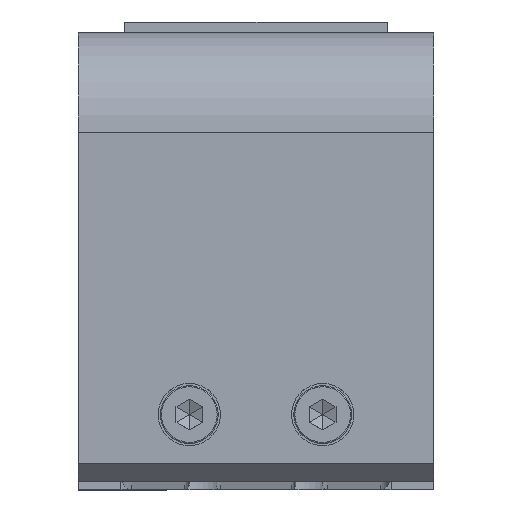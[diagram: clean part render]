
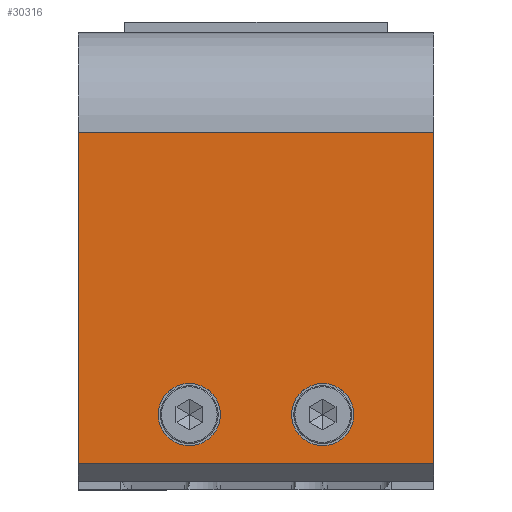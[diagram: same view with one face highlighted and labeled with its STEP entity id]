
A CAD part, top view. The second image highlights one B-rep face of the part: STEP entity #30316.
In plain terms, the highlighted planar face has unit normal (0, 0, 1).
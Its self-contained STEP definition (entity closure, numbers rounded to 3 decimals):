
#8169 = DIRECTION ( 'NONE',  ( 1., 0., 0. ) ) ;
#8451 = LINE ( 'NONE', #155731, #82697 ) ;
#12229 = CARTESIAN_POINT ( 'NONE',  ( 185.798, 237.738, 570.351 ) ) ;
#12834 = FACE_BOUND ( 'NONE', #52715, .T. ) ;
#14612 = ORIENTED_EDGE ( 'NONE', *, *, #74781, .F. ) ;
#17451 = ORIENTED_EDGE ( 'NONE', *, *, #35677, .T. ) ;
#17521 = DIRECTION ( 'NONE',  ( 0., -1., 0. ) ) ;
#17763 = AXIS2_PLACEMENT_3D ( 'NONE', #68453, #144444, #79991 ) ;
#18604 = LINE ( 'NONE', #118408, #46062 ) ;
#19152 = LINE ( 'NONE', #116543, #68384 ) ;
#19695 = EDGE_CURVE ( 'NONE', #74850, #85464, #41880, .T. ) ;
#19851 = CARTESIAN_POINT ( 'NONE',  ( 105.798, 237.738, 570.351 ) ) ;
#22347 = CARTESIAN_POINT ( 'NONE',  ( 160.798, 174.238, 570.351 ) ) ;
#22555 = CARTESIAN_POINT ( 'NONE',  ( 167.798, 174.238, 570.351 ) ) ;
#28171 = ORIENTED_EDGE ( 'NONE', *, *, #135125, .F. ) ;
#28816 = VECTOR ( 'NONE', #8169, 1000. ) ;
#29352 = VERTEX_POINT ( 'NONE', #19851 ) ;
#30316 = ADVANCED_FACE ( 'NONE', ( #12834, #125698, #147775 ), #63549, .F. ) ;
#31403 = AXIS2_PLACEMENT_3D ( 'NONE', #22347, #48505, #98466 ) ;
#35677 = EDGE_CURVE ( 'NONE', #49321, #29352, #18604, .T. ) ;
#35779 = VERTEX_POINT ( 'NONE', #72560 ) ;
#37712 = ORIENTED_EDGE ( 'NONE', *, *, #51069, .T. ) ;
#39791 = DIRECTION ( 'NONE',  ( 0., 0., -1. ) ) ;
#41880 = CIRCLE ( 'NONE', #31403, 7. ) ;
#43495 = CARTESIAN_POINT ( 'NONE',  ( 105.798, 163.238, 570.351 ) ) ;
#43914 = CIRCLE ( 'NONE', #17763, 7. ) ;
#46062 = VECTOR ( 'NONE', #103757, 1000. ) ;
#48505 = DIRECTION ( 'NONE',  ( 0., 0., 1. ) ) ;
#49321 = VERTEX_POINT ( 'NONE', #12229 ) ;
#50614 = DIRECTION ( 'NONE',  ( 1., 0., 0. ) ) ;
#51069 = EDGE_CURVE ( 'NONE', #29352, #136800, #19152, .T. ) ;
#51412 = CARTESIAN_POINT ( 'NONE',  ( 160.798, 174.238, 570.351 ) ) ;
#52715 = EDGE_LOOP ( 'NONE', ( #14612, #28171 ) ) ;
#58351 = CARTESIAN_POINT ( 'NONE',  ( 153.798, 174.238, 570.351 ) ) ;
#61662 = VERTEX_POINT ( 'NONE', #151351 ) ;
#63549 = PLANE ( 'NONE',  #155389 ) ;
#68384 = VECTOR ( 'NONE', #17521, 1000. ) ;
#68453 = CARTESIAN_POINT ( 'NONE',  ( 130.798, 174.238, 570.351 ) ) ;
#69574 = AXIS2_PLACEMENT_3D ( 'NONE', #75498, #99248, #138396 ) ;
#72560 = CARTESIAN_POINT ( 'NONE',  ( 185.798, 163.238, 570.351 ) ) ;
#74040 = EDGE_CURVE ( 'NONE', #49321, #35779, #8451, .T. ) ;
#74781 = EDGE_CURVE ( 'NONE', #61662, #155907, #43914, .T. ) ;
#74850 = VERTEX_POINT ( 'NONE', #22555 ) ;
#75498 = CARTESIAN_POINT ( 'NONE',  ( 130.798, 174.238, 570.351 ) ) ;
#79991 = DIRECTION ( 'NONE',  ( 1., 0., 0. ) ) ;
#82697 = VECTOR ( 'NONE', #145820, 1000. ) ;
#85464 = VERTEX_POINT ( 'NONE', #58351 ) ;
#86009 = CARTESIAN_POINT ( 'NONE',  ( 123.798, 174.238, 570.351 ) ) ;
#93058 = CIRCLE ( 'NONE', #69574, 7. ) ;
#98466 = DIRECTION ( 'NONE',  ( 1., 0., 0. ) ) ;
#99248 = DIRECTION ( 'NONE',  ( 0., 0., 1. ) ) ;
#103757 = DIRECTION ( 'NONE',  ( -1., 0., 0. ) ) ;
#105211 = CARTESIAN_POINT ( 'NONE',  ( 185.798, 159.238, 570.351 ) ) ;
#105467 = EDGE_LOOP ( 'NONE', ( #151480, #150323 ) ) ;
#112735 = AXIS2_PLACEMENT_3D ( 'NONE', #51412, #136470, #50614 ) ;
#114618 = EDGE_LOOP ( 'NONE', ( #37712, #162007, #158099, #17451 ) ) ;
#116543 = CARTESIAN_POINT ( 'NONE',  ( 105.798, 159.238, 570.351 ) ) ;
#118408 = CARTESIAN_POINT ( 'NONE',  ( 185.798, 237.738, 570.351 ) ) ;
#125698 = FACE_BOUND ( 'NONE', #105467, .T. ) ;
#130887 = CARTESIAN_POINT ( 'NONE',  ( 185.798, 163.238, 570.351 ) ) ;
#135125 = EDGE_CURVE ( 'NONE', #155907, #61662, #93058, .T. ) ;
#136470 = DIRECTION ( 'NONE',  ( 0., 0., 1. ) ) ;
#136800 = VERTEX_POINT ( 'NONE', #43495 ) ;
#138396 = DIRECTION ( 'NONE',  ( 1., 0., 0. ) ) ;
#141356 = CIRCLE ( 'NONE', #112735, 7. ) ;
#144444 = DIRECTION ( 'NONE',  ( 0., 0., 1. ) ) ;
#145820 = DIRECTION ( 'NONE',  ( 0., -1., 0. ) ) ;
#147775 = FACE_OUTER_BOUND ( 'NONE', #114618, .T. ) ;
#148756 = EDGE_CURVE ( 'NONE', #85464, #74850, #141356, .T. ) ;
#150323 = ORIENTED_EDGE ( 'NONE', *, *, #148756, .F. ) ;
#151351 = CARTESIAN_POINT ( 'NONE',  ( 137.798, 174.238, 570.351 ) ) ;
#151480 = ORIENTED_EDGE ( 'NONE', *, *, #19695, .F. ) ;
#151817 = DIRECTION ( 'NONE',  ( -1., 0., 0. ) ) ;
#155389 = AXIS2_PLACEMENT_3D ( 'NONE', #105211, #39791, #151817 ) ;
#155731 = CARTESIAN_POINT ( 'NONE',  ( 185.798, 159.238, 570.351 ) ) ;
#155907 = VERTEX_POINT ( 'NONE', #86009 ) ;
#157887 = LINE ( 'NONE', #130887, #28816 ) ;
#158099 = ORIENTED_EDGE ( 'NONE', *, *, #74040, .F. ) ;
#159749 = EDGE_CURVE ( 'NONE', #136800, #35779, #157887, .T. ) ;
#162007 = ORIENTED_EDGE ( 'NONE', *, *, #159749, .T. ) ;
